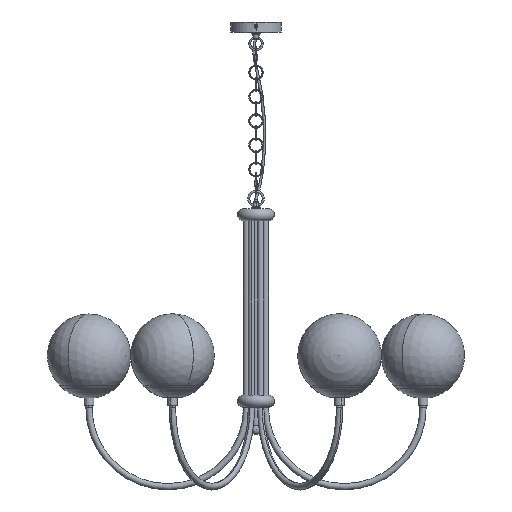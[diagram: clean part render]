
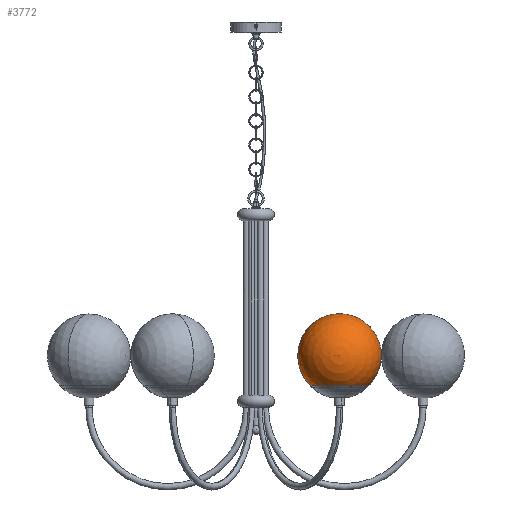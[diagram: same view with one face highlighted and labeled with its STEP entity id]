
A CAD part, top view. The second image highlights one B-rep face of the part: STEP entity #3772.
In plain terms, the highlighted spherical face has radius 100 mm.
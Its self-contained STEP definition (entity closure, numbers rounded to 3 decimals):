
#80 = VERTEX_POINT ( 'NONE', #11159 ) ;
#158 = ORIENTED_EDGE ( 'NONE', *, *, #4102, .T. ) ;
#670 = AXIS2_PLACEMENT_3D ( 'NONE', #3959, #7565, #1473 ) ;
#1473 = DIRECTION ( 'NONE',  ( -1., 0., 0. ) ) ;
#1524 = DIRECTION ( 'NONE',  ( 0., 0., -1. ) ) ;
#1689 = DIRECTION ( 'NONE',  ( -1., 0., 0. ) ) ;
#2472 = ORIENTED_EDGE ( 'NONE', *, *, #9445, .F. ) ;
#2518 = VERTEX_POINT ( 'NONE', #5007 ) ;
#2870 = DIRECTION ( 'NONE',  ( 0., 0., 1. ) ) ;
#2878 = EDGE_CURVE ( 'NONE', #8084, #80, #10269, .T. ) ;
#3009 = CIRCLE ( 'NONE', #670, 100. ) ;
#3104 = ORIENTED_EDGE ( 'NONE', *, *, #2878, .T. ) ;
#3313 = AXIS2_PLACEMENT_3D ( 'NONE', #5947, #9639, #7702 ) ;
#3368 = AXIS2_PLACEMENT_3D ( 'NONE', #6765, #1524, #1689 ) ;
#3772 = ADVANCED_FACE ( 'NONE', ( #5855 ), #6028, .T. ) ;
#3959 = CARTESIAN_POINT ( 'NONE',  ( 200., -352.093, 346.41 ) ) ;
#4102 = EDGE_CURVE ( 'NONE', #2518, #8084, #6997, .T. ) ;
#5007 = CARTESIAN_POINT ( 'NONE',  ( 200., -252.093, 346.41 ) ) ;
#5017 = AXIS2_PLACEMENT_3D ( 'NONE', #6568, #2870, #6346 ) ;
#5855 = FACE_OUTER_BOUND ( 'NONE', #8585, .T. ) ;
#5947 = CARTESIAN_POINT ( 'NONE',  ( 200., -429.871, 346.41 ) ) ;
#6028 = SPHERICAL_SURFACE ( 'NONE', #3368, 100. ) ;
#6346 = DIRECTION ( 'NONE',  ( 1., 0., 0. ) ) ;
#6568 = CARTESIAN_POINT ( 'NONE',  ( 200., -352.093, 346.41 ) ) ;
#6765 = CARTESIAN_POINT ( 'NONE',  ( 200., -352.093, 346.41 ) ) ;
#6997 = CIRCLE ( 'NONE', #5017, 100. ) ;
#7565 = DIRECTION ( 'NONE',  ( 0., 0., -1. ) ) ;
#7702 = DIRECTION ( 'NONE',  ( 0., 0., -1. ) ) ;
#8084 = VERTEX_POINT ( 'NONE', #10877 ) ;
#8585 = EDGE_LOOP ( 'NONE', ( #2472, #158, #3104 ) ) ;
#9445 = EDGE_CURVE ( 'NONE', #2518, #80, #3009, .T. ) ;
#9639 = DIRECTION ( 'NONE',  ( 0., 1., 0. ) ) ;
#10269 = CIRCLE ( 'NONE', #3313, 62.854 ) ;
#10877 = CARTESIAN_POINT ( 'NONE',  ( 137.146, -429.871, 346.41 ) ) ;
#11159 = CARTESIAN_POINT ( 'NONE',  ( 262.854, -429.871, 346.41 ) ) ;
